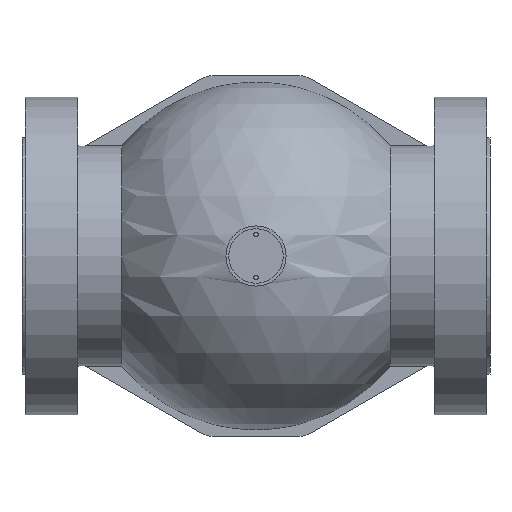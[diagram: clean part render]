
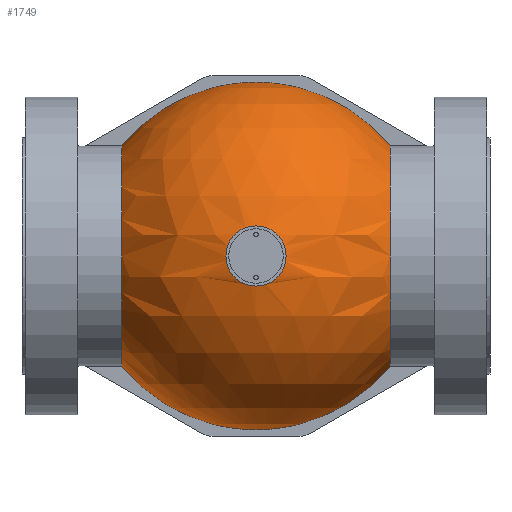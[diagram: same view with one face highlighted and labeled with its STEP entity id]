
A CAD part, front view. The second image highlights one B-rep face of the part: STEP entity #1749.
In plain terms, the highlighted spherical face has radius 156 mm.
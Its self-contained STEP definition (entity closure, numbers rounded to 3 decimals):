
#572=CARTESIAN_POINT('',(-120.561,-5.0,98.874));
#573=VERTEX_POINT('',#572);
#574=CARTESIAN_POINT('',(-120.561,-5.0,-98.874));
#575=VERTEX_POINT('',#574);
#576=CARTESIAN_POINT('',(-120.561,0.0,0.0));
#577=DIRECTION('',(1.0,0.0,0.0));
#578=DIRECTION('',(0.0,0.0,-1.0));
#579=AXIS2_PLACEMENT_3D('',#576,#577,#578);
#580=CIRCLE('',#579,99.0);
#581=EDGE_CURVE('',#573,#575,#580,.T.);
#722=CARTESIAN_POINT('',(120.561,-5.0,-98.874));
#723=VERTEX_POINT('',#722);
#724=CARTESIAN_POINT('',(120.561,-5.0,98.874));
#725=VERTEX_POINT('',#724);
#726=CARTESIAN_POINT('',(120.561,0.0,0.0));
#727=DIRECTION('',(-1.0,0.0,0.0));
#728=DIRECTION('',(0.0,0.0,-1.0));
#729=AXIS2_PLACEMENT_3D('',#726,#727,#728);
#730=CIRCLE('',#729,99.0);
#731=EDGE_CURVE('',#723,#725,#730,.T.);
#1035=CARTESIAN_POINT('',(0.0,-5.0,0.0));
#1036=DIRECTION('',(0.0,-1.0,0.0));
#1037=DIRECTION('',(0.0,0.0,1.0));
#1038=AXIS2_PLACEMENT_3D('',#1035,#1036,#1037);
#1039=CIRCLE('',#1038,155.92);
#1040=EDGE_CURVE('',#725,#573,#1039,.T.);
#1051=CARTESIAN_POINT('',(0.0,-5.0,0.0));
#1052=DIRECTION('',(0.0,-1.0,0.0));
#1053=DIRECTION('',(0.0,0.0,1.0));
#1054=AXIS2_PLACEMENT_3D('',#1051,#1052,#1053);
#1055=CIRCLE('',#1054,155.92);
#1056=EDGE_CURVE('',#575,#723,#1055,.T.);
#1727=CARTESIAN_POINT('',(0.0,0.0,0.0));
#1728=DIRECTION('',(0.0,0.0,1.0));
#1729=DIRECTION('',(1.0,0.0,0.0));
#1730=AXIS2_PLACEMENT_3D('',#1727,#1728,#1729);
#1731=SPHERICAL_SURFACE('',#1730,156.0);
#1732=ORIENTED_EDGE('',*,*,#731,.T.);
#1733=ORIENTED_EDGE('',*,*,#1040,.T.);
#1734=ORIENTED_EDGE('',*,*,#581,.T.);
#1735=ORIENTED_EDGE('',*,*,#1056,.T.);
#1736=EDGE_LOOP('',(#1732,#1733,#1734,#1735));
#1737=FACE_OUTER_BOUND('',#1736,.T.);
#1738=CARTESIAN_POINT('',(-27.0,-153.646,0.));
#1739=VERTEX_POINT('',#1738);
#1740=CARTESIAN_POINT('',(0.0,-153.646,0.0));
#1741=DIRECTION('',(0.0,1.0,0.0));
#1742=DIRECTION('',(1.0,0.0,0.0));
#1743=AXIS2_PLACEMENT_3D('',#1740,#1741,#1742);
#1744=CIRCLE('',#1743,27.0);
#1745=EDGE_CURVE('',#1739,#1739,#1744,.T.);
#1746=ORIENTED_EDGE('',*,*,#1745,.T.);
#1747=EDGE_LOOP('',(#1746));
#1748=FACE_BOUND('',#1747,.T.);
#1749=ADVANCED_FACE('',(#1737,#1748),#1731,.T.);
